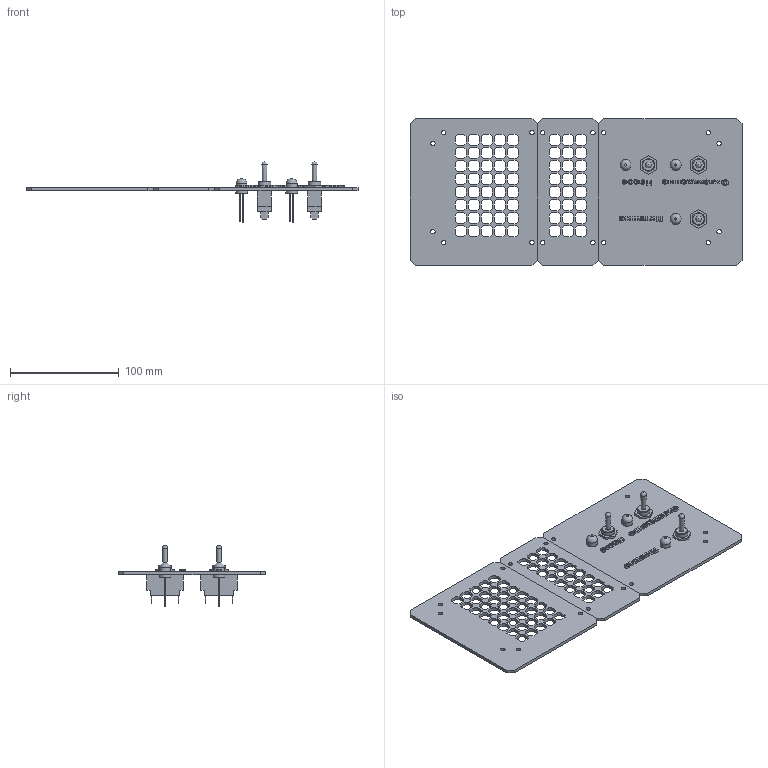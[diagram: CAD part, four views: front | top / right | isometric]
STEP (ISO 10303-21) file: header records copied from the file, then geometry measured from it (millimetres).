
FILE_DESCRIPTION(('STEP AP242'), '1');
FILE_NAME('assemblyTopHalf1', '', ('UNSPECIFIED'), ('UNSPECIFIED'), 'C3D Converter', 'C3D Toolkit', '');
FILE_SCHEMA(('AP242_MANAGED_MODEL_BASED_3D_ENGINEERING_MIM_LF { 1 0 10303 442 1 1 4 }'));
Length unit declared in the file: millimetre
Assembly tree (18 placements, depth 3):
  (unnamed)
    (unnamed)
      (unnamed)
    (unnamed)
      (unnamed)
      (unnamed)  x3
      (unnamed)  x3
      (unnamed)  x3
    (unnamed)
      (unnamed)
    (unnamed)
    (unnamed)
    (unnamed)
Bounding box: 305 x 135 x 56 mm (x, y, z)
Volume: 133958.9 mm3; surface area: 95417.3 mm2
Topology: 34 solids, 34 shells, 1224 faces, 3396 edges, 2261 vertices
Faces by surface type: plane 904, extrusion 274, cylinder 34, cone 6, torus 6
Full cylindrical faces by diameter (mm): 4 x16, 10 x6, 11 x3, 11.6 x6, 12 x3
Entity records: 37092 total; most frequent: CARTESIAN_POINT 7996, ORIENTED_EDGE 6240, DIRECTION 4621, EDGE_CURVE 3120, VECTOR 2789, LINE 2515, VERTEX_POINT 2099, EDGE_LOOP 1343
